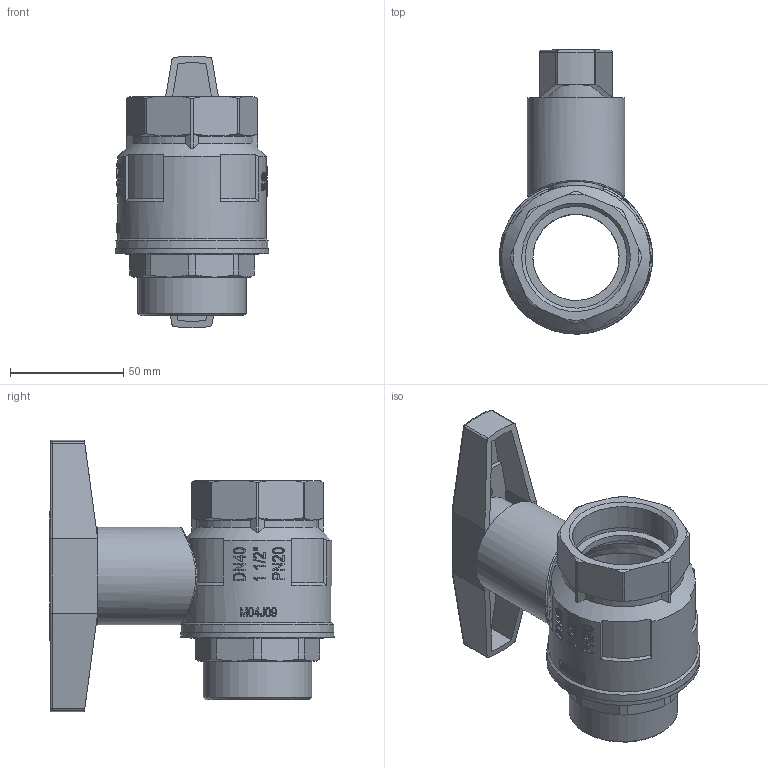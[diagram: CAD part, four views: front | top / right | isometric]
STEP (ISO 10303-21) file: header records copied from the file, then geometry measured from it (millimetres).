
FILE_DESCRIPTION(/* description */ ('Unknown'),/* implementation_level */ '2;1');
FILE_NAME(/* name */ '686-08',/* time_stamp */ '2022-06-15T11:31:46+02:00',/* author */ ('Unknown'),/* organization */ ('Unknown'),/* preprocessor_version */ 'ST-DEVELOPER v16.7',/* originating_system */ 'Solid Edge',/* authorisation */ 'Unknown');
FILE_SCHEMA (('AUTOMOTIVE_DESIGN {1 0 10303 214 3 1 1}'));
Length unit declared in the file: millimetre
Products named in the file (13): 686-08; 610-1_1_2-Kvrper-co_oa_0; 610-1 1_2_Einschraubteil; 600-1_1_2-kvrper; 94000685-08; 01; O-RING; SHOUBING; XINZI; VT0801431006-1; 600.1_1_2-Spindel-co_oa_1; 600-1_1_2-stopfbuchse; 600-1_1_2-Spindel
Assembly tree (12 placements, depth 3):
  686-08
    610-1_1_2-Kvrper-co_oa_0
      610-1 1_2_Einschraubteil
      600-1_1_2-kvrper
    94000685-08
      01
      O-RING
      SHOUBING
      XINZI
      VT0801431006-1
    600.1_1_2-Spindel-co_oa_1
      600-1_1_2-stopfbuchse
      600-1_1_2-Spindel
Bounding box: 67.49 x 125.15 x 119.82 mm (x, y, z)
Volume: 154824.7 mm3; surface area: 86824.8 mm2
Topology: 9 solids, 9 shells, 1354 faces, 3722 edges, 2458 vertices
Faces by surface type: plane 1147, cylinder 144, cone 49, torus 6, sphere 6, bspline 2
Full cylindrical faces by diameter (mm): 3.4 x2, 5.4 x4, 10 x1, 14 x2, 14.1 x1, 14.5 x1, 15 x1, 16 x2, 18 x1, 18.38 x1, 18.398 x1, 20 x1, 21 x1, 24 x1, 26 x1, 32 x1, 35.5 x2, 38 x3, 43 x1, 44.845 x1, 44.865 x1, 47.803 x1, 48 x2, 59.5 x1, 61 x1, 61.5 x1, 65.5 x1, 67.5 x2
Entity records: 55266 total; most frequent: CARTESIAN_POINT 10778, DIRECTION 8326, ORIENTED_EDGE 7288, EDGE_CURVE 3644, AXIS2_PLACEMENT_3D 3408, VERTEX_POINT 2439, ELLIPSE 1600, LINE 1510
